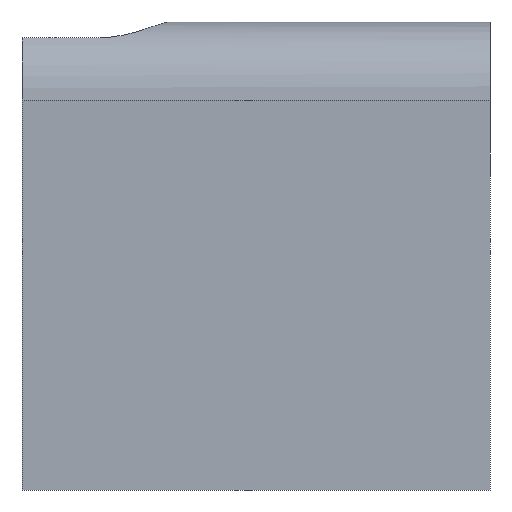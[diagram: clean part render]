
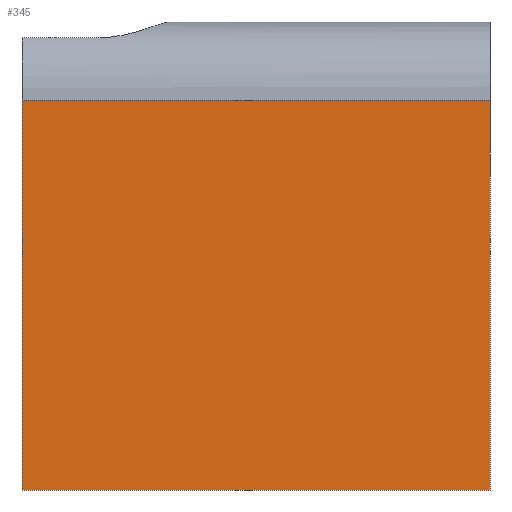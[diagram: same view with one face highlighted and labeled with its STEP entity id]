
A CAD part, left-side view. The second image highlights one B-rep face of the part: STEP entity #345.
In plain terms, the highlighted planar face has unit normal (-1, 0, 0).
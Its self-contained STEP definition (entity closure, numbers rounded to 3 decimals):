
#22=PLANE('',#386);
#35=FACE_OUTER_BOUND('',#52,.T.);
#52=EDGE_LOOP('',(#286,#287,#288,#289));
#95=LINE('',#683,#125);
#96=LINE('',#687,#126);
#99=LINE('',#698,#129);
#100=LINE('',#699,#130);
#125=VECTOR('',#446,10.);
#126=VECTOR('',#451,10.);
#129=VECTOR('',#462,10.);
#130=VECTOR('',#463,10.);
#168=VERTEX_POINT('',#680);
#169=VERTEX_POINT('',#682);
#170=VERTEX_POINT('',#686);
#174=VERTEX_POINT('',#697);
#210=EDGE_CURVE('',#168,#169,#95,.T.);
#212=EDGE_CURVE('',#170,#169,#96,.T.);
#218=EDGE_CURVE('',#168,#174,#99,.T.);
#219=EDGE_CURVE('',#174,#170,#100,.T.);
#286=ORIENTED_EDGE('',*,*,#210,.F.);
#287=ORIENTED_EDGE('',*,*,#218,.T.);
#288=ORIENTED_EDGE('',*,*,#219,.T.);
#289=ORIENTED_EDGE('',*,*,#212,.T.);
#345=ADVANCED_FACE('',(#35),#22,.T.);
#386=AXIS2_PLACEMENT_3D('',#696,#460,#461);
#446=DIRECTION('',(0.,-1.,0.));
#451=DIRECTION('',(0.,0.,1.));
#460=DIRECTION('center_axis',(-1.,0.,0.));
#461=DIRECTION('ref_axis',(0.,0.,1.));
#462=DIRECTION('',(0.,0.,-1.));
#463=DIRECTION('',(0.,-1.,0.));
#680=CARTESIAN_POINT('',(-1983.821,1444.947,90.));
#682=CARTESIAN_POINT('',(-1983.821,1414.947,90.));
#683=CARTESIAN_POINT('',(-1983.821,1422.447,90.));
#686=CARTESIAN_POINT('',(-1983.821,1414.947,65.));
#687=CARTESIAN_POINT('',(-1983.821,1414.947,65.));
#696=CARTESIAN_POINT('Origin',(-1983.821,1429.947,80.));
#697=CARTESIAN_POINT('',(-1983.821,1444.947,65.));
#698=CARTESIAN_POINT('',(-1983.821,1444.947,95.));
#699=CARTESIAN_POINT('',(-1983.821,1444.947,65.));
